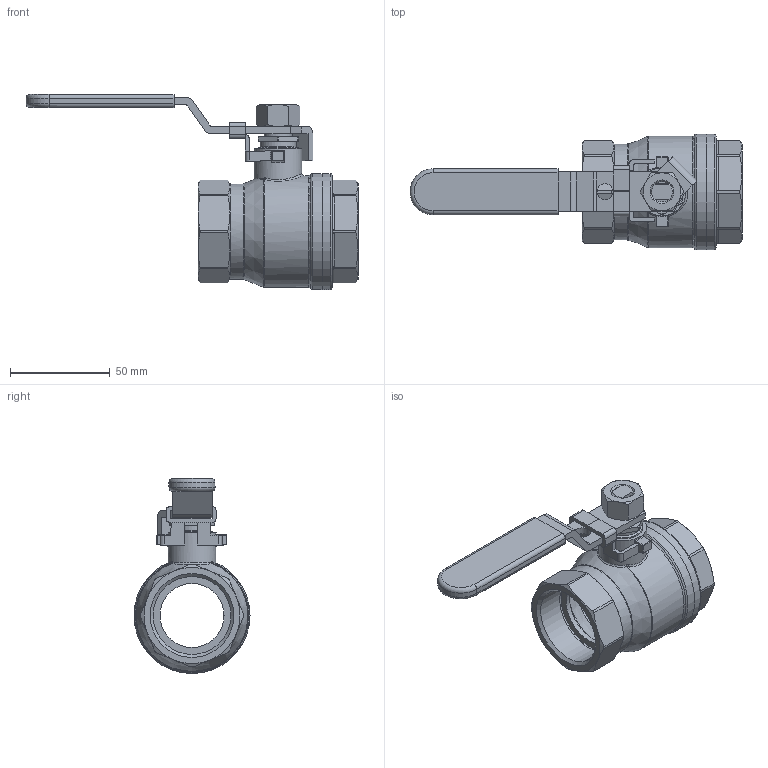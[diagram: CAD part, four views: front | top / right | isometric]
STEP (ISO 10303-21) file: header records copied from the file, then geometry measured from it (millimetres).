
FILE_DESCRIPTION(/* description */ ('Unknown'),/* implementation_level */ '2;1');
FILE_NAME(/* name */ '9360-07',/* time_stamp */ '2022-07-04T08:46:03+02:00',/* author */ ('Unknown'),/* organization */ ('Unknown'),/* preprocessor_version */ 'ST-DEVELOPER v16.7',/* originating_system */ 'Solid Edge',/* authorisation */ 'Unknown');
FILE_SCHEMA (('AUTOMOTIVE_DESIGN {1 0 10303 214 3 1 1}'));
Length unit declared in the file: millimetre
Products named in the file (12): 9360-07; 9380_1-1_4_oa_0; Körper__1-1_4; Spindel-Zusammanbau__1-1_4_oa_1; Spindel__1-1_4; Stopfbuchse__1-1_4 - 1-1_2; Einschraubteil__1-1_4; 600-1_1_4-Mutter-st.g.; Edelstahlgriff-DN32_DN40; Schlo_; Ummantelung_1_1_4-1_1_2; Stahl-Griff
Assembly tree (11 placements, depth 4):
  9360-07
    9380_1-1_4_oa_0
      Körper__1-1_4
      Spindel-Zusammanbau__1-1_4_oa_1
        Spindel__1-1_4
      Stopfbuchse__1-1_4 - 1-1_2
      Einschraubteil__1-1_4
    600-1_1_4-Mutter-st.g.
    Edelstahlgriff-DN32_DN40
      Schlo_
      Ummantelung_1_1_4-1_1_2
      Stahl-Griff
Bounding box: 166 x 58 x 97.5 mm (x, y, z)
Volume: 84601.2 mm3; surface area: 57849.3 mm2
Topology: 8 solids, 8 shells, 327 faces, 808 edges, 506 vertices
Faces by surface type: plane 130, cylinder 109, cone 56, bspline 14, sphere 9, torus 9
Full cylindrical faces by diameter (mm): 8 x1, 10.2 x1, 14 x2, 14.5 x1, 18 x2, 18.376 x2, 19 x1, 20 x1, 24 x1, 32 x2, 38.952 x4, 43 x2, 48 x1, 50.376 x1, 52 x2, 55.2 x1, 56 x1, 58 x2
Entity records: 12534 total; most frequent: CARTESIAN_POINT 3437, DIRECTION 1508, ORIENTED_EDGE 1458, EDGE_CURVE 729, AXIS2_PLACEMENT_3D 596, VERTEX_POINT 481, EDGE_LOOP 404, FACE_BOUND 404
